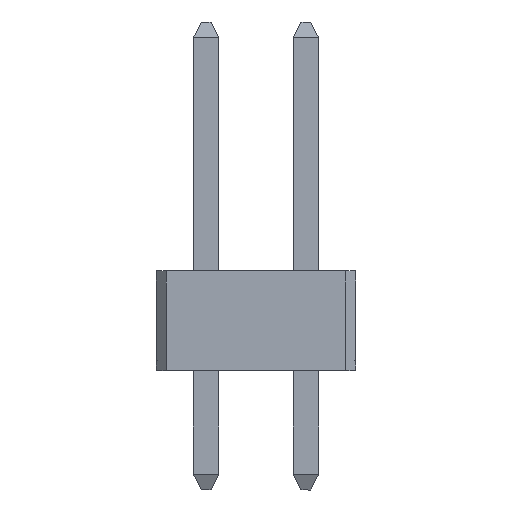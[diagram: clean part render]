
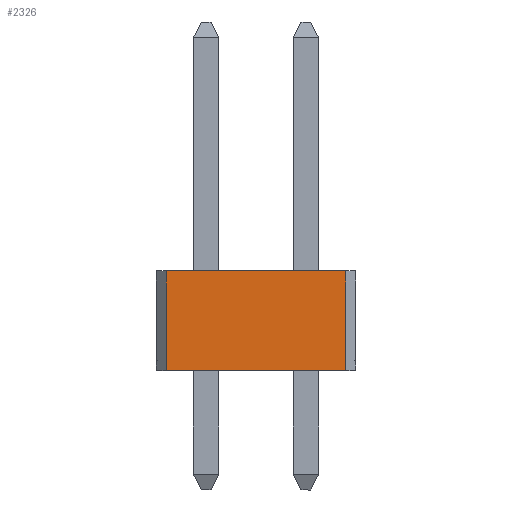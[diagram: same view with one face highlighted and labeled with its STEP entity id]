
A CAD part, left-side view. The second image highlights one B-rep face of the part: STEP entity #2326.
In plain terms, the highlighted planar face has unit normal (-1, 0, 0).
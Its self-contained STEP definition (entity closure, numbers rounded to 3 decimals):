
#37=FACE_OUTER_BOUND('',#179,.T.);
#179=EDGE_LOOP('',(#1527,#1528,#1529,#1530));
#335=LINE('',#3257,#659);
#354=LINE('',#3296,#678);
#355=LINE('',#3299,#679);
#356=LINE('',#3300,#680);
#659=VECTOR('',#2638,4.572);
#678=VECTOR('',#2665,2.54);
#679=VECTOR('',#2668,4.572);
#680=VECTOR('',#2669,2.54);
#982=VERTEX_POINT('',#3254);
#983=VERTEX_POINT('',#3256);
#999=VERTEX_POINT('',#3294);
#1000=VERTEX_POINT('',#3298);
#1179=EDGE_CURVE('',#983,#982,#335,.T.);
#1198=EDGE_CURVE('',#982,#999,#354,.T.);
#1199=EDGE_CURVE('',#1000,#999,#355,.T.);
#1200=EDGE_CURVE('',#983,#1000,#356,.T.);
#1527=ORIENTED_EDGE('',*,*,#1179,.T.);
#1528=ORIENTED_EDGE('',*,*,#1198,.T.);
#1529=ORIENTED_EDGE('',*,*,#1199,.F.);
#1530=ORIENTED_EDGE('',*,*,#1200,.F.);
#2149=PLANE('',#2483);
#2326=ADVANCED_FACE('',(#37),#2149,.T.);
#2483=AXIS2_PLACEMENT_3D('',#3297,#2666,#2667);
#2638=DIRECTION('',(0.,0.,1.));
#2665=DIRECTION('',(0.,1.,0.));
#2666=DIRECTION('center_axis',(-1.,0.,0.));
#2667=DIRECTION('ref_axis',(0.,0.,1.));
#2668=DIRECTION('',(0.,0.,1.));
#2669=DIRECTION('',(0.,1.,0.));
#3254=CARTESIAN_POINT('',(-1.27,0.,2.286));
#3256=CARTESIAN_POINT('',(-1.27,0.,-2.286));
#3257=CARTESIAN_POINT('',(-1.27,0.,-2.286));
#3294=CARTESIAN_POINT('',(-1.27,2.54,2.286));
#3296=CARTESIAN_POINT('',(-1.27,0.,2.286));
#3297=CARTESIAN_POINT('Origin',(-1.27,0.,-2.286));
#3298=CARTESIAN_POINT('',(-1.27,2.54,-2.286));
#3299=CARTESIAN_POINT('',(-1.27,2.54,-2.286));
#3300=CARTESIAN_POINT('',(-1.27,0.,-2.286));
